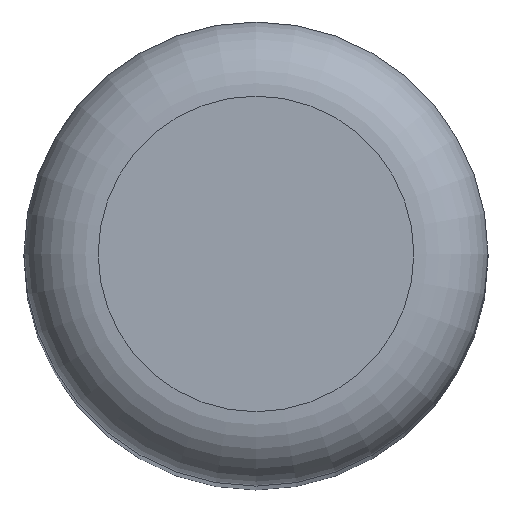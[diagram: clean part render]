
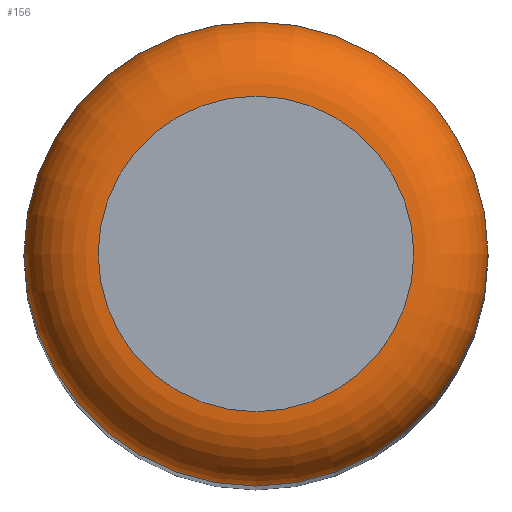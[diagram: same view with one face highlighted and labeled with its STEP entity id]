
A CAD part, top view. The second image highlights one B-rep face of the part: STEP entity #156.
In plain terms, the highlighted toroidal (fillet/blend) face has major radius 8.5 mm and minor radius 4 mm.
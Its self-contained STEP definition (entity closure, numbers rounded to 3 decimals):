
#19=TOROIDAL_SURFACE('',#192,8.5,4.);
#24=FACE_OUTER_BOUND('',#34,.T.);
#34=EDGE_LOOP('',(#108,#109,#110,#111,#112));
#50=CIRCLE('',#189,12.5);
#51=CIRCLE('',#190,12.5);
#53=CIRCLE('',#193,8.5);
#54=CIRCLE('',#194,4.);
#68=VERTEX_POINT('',#279);
#69=VERTEX_POINT('',#280);
#71=VERTEX_POINT('',#287);
#82=EDGE_CURVE('',#68,#69,#50,.T.);
#83=EDGE_CURVE('',#69,#68,#51,.T.);
#86=EDGE_CURVE('',#71,#71,#53,.T.);
#87=EDGE_CURVE('',#71,#68,#54,.T.);
#108=ORIENTED_EDGE('',*,*,#86,.F.);
#109=ORIENTED_EDGE('',*,*,#87,.T.);
#110=ORIENTED_EDGE('',*,*,#82,.T.);
#111=ORIENTED_EDGE('',*,*,#83,.T.);
#112=ORIENTED_EDGE('',*,*,#87,.F.);
#156=ADVANCED_FACE('',(#24),#19,.T.);
#189=AXIS2_PLACEMENT_3D('',#281,#220,#221);
#190=AXIS2_PLACEMENT_3D('',#282,#222,#223);
#192=AXIS2_PLACEMENT_3D('',#286,#227,#228);
#193=AXIS2_PLACEMENT_3D('',#288,#229,#230);
#194=AXIS2_PLACEMENT_3D('',#289,#231,#232);
#220=DIRECTION('center_axis',(0.,0.,1.));
#221=DIRECTION('ref_axis',(1.,0.,0.));
#222=DIRECTION('center_axis',(0.,0.,1.));
#223=DIRECTION('ref_axis',(1.,0.,0.));
#227=DIRECTION('center_axis',(0.,0.,1.));
#228=DIRECTION('ref_axis',(1.,0.,0.));
#229=DIRECTION('center_axis',(0.,0.,1.));
#230=DIRECTION('ref_axis',(1.,0.,0.));
#231=DIRECTION('center_axis',(0.,-1.,0.));
#232=DIRECTION('ref_axis',(-1.,0.,0.));
#279=CARTESIAN_POINT('',(-12.5,0.,119.));
#280=CARTESIAN_POINT('',(0.,12.5,119.));
#281=CARTESIAN_POINT('Origin',(0.,0.,119.));
#282=CARTESIAN_POINT('Origin',(0.,0.,119.));
#286=CARTESIAN_POINT('Origin',(0.,0.,119.));
#287=CARTESIAN_POINT('',(-8.5,0.,123.));
#288=CARTESIAN_POINT('Origin',(0.,0.,123.));
#289=CARTESIAN_POINT('Origin',(-8.5,0.,
119.));
